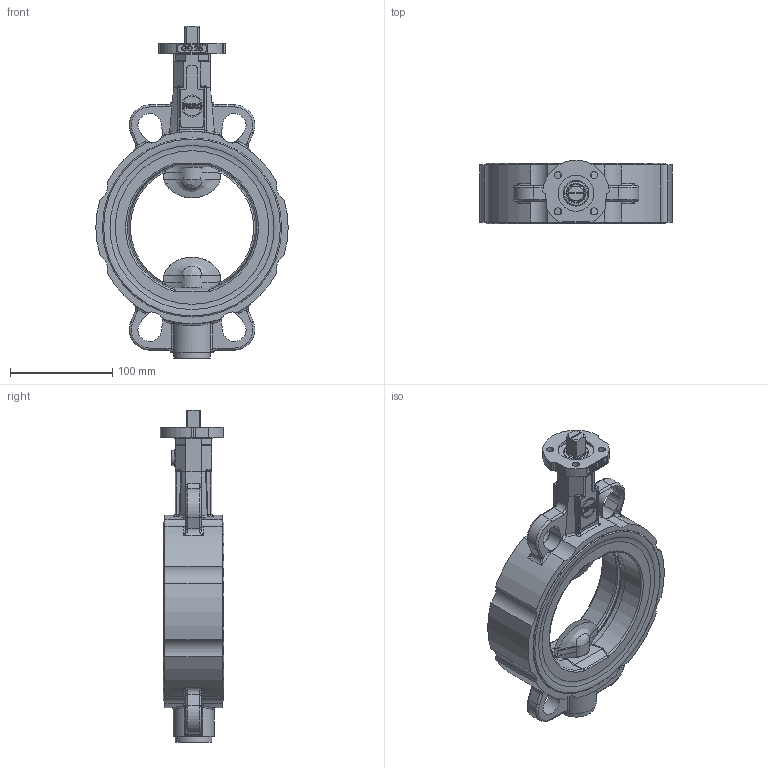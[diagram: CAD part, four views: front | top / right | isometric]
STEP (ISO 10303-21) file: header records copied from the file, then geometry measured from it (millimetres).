
FILE_DESCRIPTION((''),'2;1');
FILE_NAME('Z011-A-GG-DN125.stp','2013-02-25T10:42:16',('hellwig'),(''),'Autodesk Inventor 2011','Autodesk Inventor 2011','');
FILE_SCHEMA(('CONFIG_CONTROL_DESIGN'));
Length unit declared in the file: millimetre
Products named in the file (1): M135_Konturvereinfachung_1
Bounding box: 188 x 62 x 324.37 mm (x, y, z)
Volume: 1106516.2 mm3; surface area: 197023.1 mm2
Topology: 1 solids, 10 shells, 800 faces, 2080 edges, 1318 vertices
Faces by surface type: plane 266, cylinder 209, bspline 193, torus 83, cone 41, sphere 8
Full cylindrical faces by diameter (mm): 4 x1, 4.917 x2, 6 x1, 7 x4, 15 x1, 16.2 x3, 18 x8, 18.2 x2, 18.31 x3, 24.95 x3, 25 x4, 25.2 x1, 28.376 x2, 30 x1, 35.1 x1, 36 x1, 137.8 x2, 167 x2, 167.8 x2, 174.8 x2, 175 x2
Entity records: 30559 total; most frequent: CARTESIAN_POINT 12189, ORIENTED_EDGE 3832, DIRECTION 3165, EDGE_CURVE 1916, VERTEX_POINT 1271, AXIS2_PLACEMENT_3D 1226, EDGE_LOOP 966, FACE_OUTER_BOUND 800
